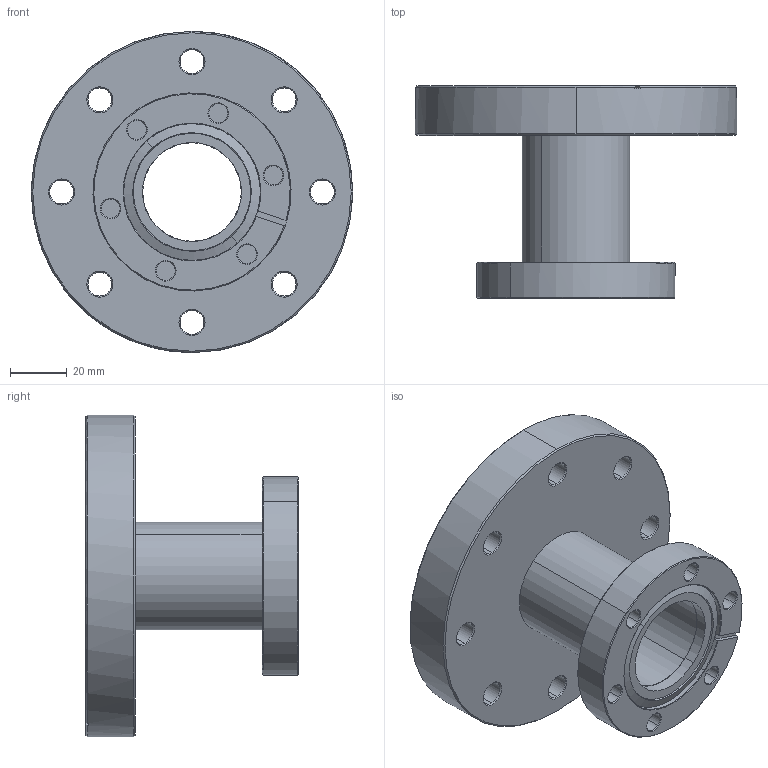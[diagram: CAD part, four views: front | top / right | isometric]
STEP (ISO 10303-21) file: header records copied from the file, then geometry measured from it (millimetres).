
FILE_DESCRIPTION (( 'STEP AP214' ), '1' );
FILE_NAME ('Hositrad_CFA63-38LR.STEP', '2017-05-09T13:51:07', ( 'Gebruiker' ), ( '' ), 'SwSTEP 2.0', 'SolidWorks 2017', '' );
FILE_SCHEMA (( 'AUTOMOTIVE_DESIGN' ));
Length unit declared in the file: millimetre
Products named in the file (6): Hositrad_CFA63-38LR; CF63-CFA-35; Tube38.1-All_Tube38- L67; CF35-BR-innerring_CF35-38-W; CF35-BR-outerring; CF35-38-R
Assembly tree (5 placements, depth 3):
  Hositrad_CFA63-38LR
    CF63-CFA-35
    Tube38.1-All_Tube38- L67
    CF35-38-R
      CF35-BR-innerring_CF35-38-W
      CF35-BR-outerring
Bounding box: 113.5 x 75 x 113.5 mm (x, y, z)
Volume: 186276 mm3; surface area: 58997.2 mm2
Topology: 4 solids, 4 shells, 151 faces, 350 edges, 209 vertices
Faces by surface type: cone 77, cylinder 52, plane 22
Entity records: 4619 total; most frequent: DIRECTION 855, CARTESIAN_POINT 743, ORIENTED_EDGE 700, AXIS2_PLACEMENT_3D 353, EDGE_CURVE 350, VERTEX_POINT 209, CIRCLE 193, EDGE_LOOP 189
